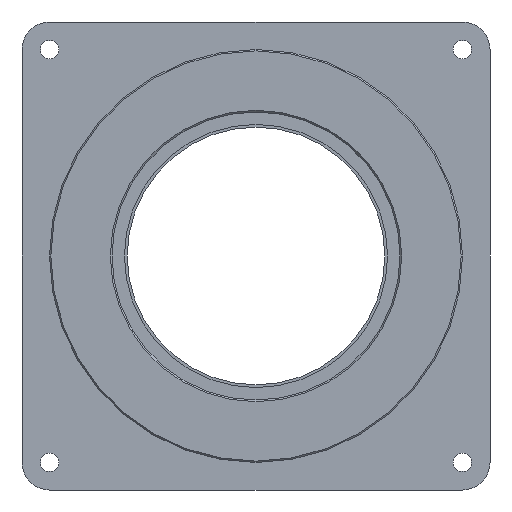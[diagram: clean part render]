
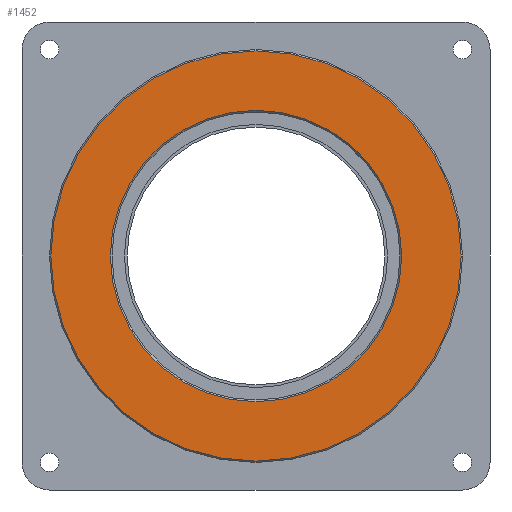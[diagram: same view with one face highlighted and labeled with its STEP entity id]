
A CAD part, left-side view. The second image highlights one B-rep face of the part: STEP entity #1452.
In plain terms, the highlighted face is planar.
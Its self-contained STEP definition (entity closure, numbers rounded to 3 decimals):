
#1 = CARTESIAN_POINT ( 'NONE',  ( 26.45, 0., 0. ) ) ;
#7 = DIRECTION ( 'NONE',  ( 0., 1., 0. ) ) ;
#72 = DIRECTION ( 'NONE',  ( 0., -1., 0. ) ) ;
#117 = CARTESIAN_POINT ( 'NONE',  ( 0., 0., 0. ) ) ;
#138 = ORIENTED_EDGE ( 'NONE', *, *, #196, .T. ) ;
#141 = ORIENTED_EDGE ( 'NONE', *, *, #1379, .T. ) ;
#172 = CARTESIAN_POINT ( 'NONE',  ( 0., 0., 0. ) ) ;
#179 = DIRECTION ( 'NONE',  ( 1., 0., 0. ) ) ;
#189 = DIRECTION ( 'NONE',  ( 0., 1., 0. ) ) ;
#196 = EDGE_CURVE ( 'NONE', #763, #1445, #1337, .T. ) ;
#205 = ORIENTED_EDGE ( 'NONE', *, *, #896, .T. ) ;
#241 = CIRCLE ( 'NONE', #413, 26.45 ) ;
#332 = FACE_BOUND ( 'NONE', #1028, .T. ) ;
#334 = AXIS2_PLACEMENT_3D ( 'NONE', #117, #72, #1191 ) ;
#386 = PLANE ( 'NONE',  #1134 ) ;
#404 = CARTESIAN_POINT ( 'NONE',  ( 0., 0., 0. ) ) ;
#413 = AXIS2_PLACEMENT_3D ( 'NONE', #473, #189, #179 ) ;
#467 = EDGE_LOOP ( 'NONE', ( #1186, #141 ) ) ;
#473 = CARTESIAN_POINT ( 'NONE',  ( 0., 0., 0. ) ) ;
#481 = EDGE_CURVE ( 'NONE', #1386, #915, #1067, .T. ) ;
#505 = CARTESIAN_POINT ( 'NONE',  ( -26.15, 0., 0. ) ) ;
#533 = AXIS2_PLACEMENT_3D ( 'NONE', #404, #1176, #1017 ) ;
#609 = CARTESIAN_POINT ( 'NONE',  ( 37.25, 0., 0. ) ) ;
#763 = VERTEX_POINT ( 'NONE', #1343 ) ;
#873 = AXIS2_PLACEMENT_3D ( 'NONE', #172, #7, #1208 ) ;
#896 = EDGE_CURVE ( 'NONE', #1445, #763, #241, .T. ) ;
#915 = VERTEX_POINT ( 'NONE', #609 ) ;
#1008 = DIRECTION ( 'NONE',  ( 0., -1., 0. ) ) ;
#1017 = DIRECTION ( 'NONE',  ( 1., 0., 0. ) ) ;
#1028 = EDGE_LOOP ( 'NONE', ( #205, #138 ) ) ;
#1066 = CARTESIAN_POINT ( 'NONE',  ( -37.25, 0., 0. ) ) ;
#1067 = CIRCLE ( 'NONE', #334, 37.25 ) ;
#1089 = CIRCLE ( 'NONE', #533, 37.25 ) ;
#1134 = AXIS2_PLACEMENT_3D ( 'NONE', #505, #1008, #1260 ) ;
#1176 = DIRECTION ( 'NONE',  ( 0., -1., 0. ) ) ;
#1186 = ORIENTED_EDGE ( 'NONE', *, *, #481, .T. ) ;
#1191 = DIRECTION ( 'NONE',  ( 1., 0., 0. ) ) ;
#1208 = DIRECTION ( 'NONE',  ( 1., 0., 0. ) ) ;
#1260 = DIRECTION ( 'NONE',  ( 1., 0., 0. ) ) ;
#1337 = CIRCLE ( 'NONE', #873, 26.45 ) ;
#1343 = CARTESIAN_POINT ( 'NONE',  ( -26.45, 0., 0. ) ) ;
#1374 = FACE_OUTER_BOUND ( 'NONE', #467, .T. ) ;
#1379 = EDGE_CURVE ( 'NONE', #915, #1386, #1089, .T. ) ;
#1386 = VERTEX_POINT ( 'NONE', #1066 ) ;
#1445 = VERTEX_POINT ( 'NONE', #1 ) ;
#1452 = ADVANCED_FACE ( 'NONE', ( #332, #1374 ), #386, .T. ) ;
